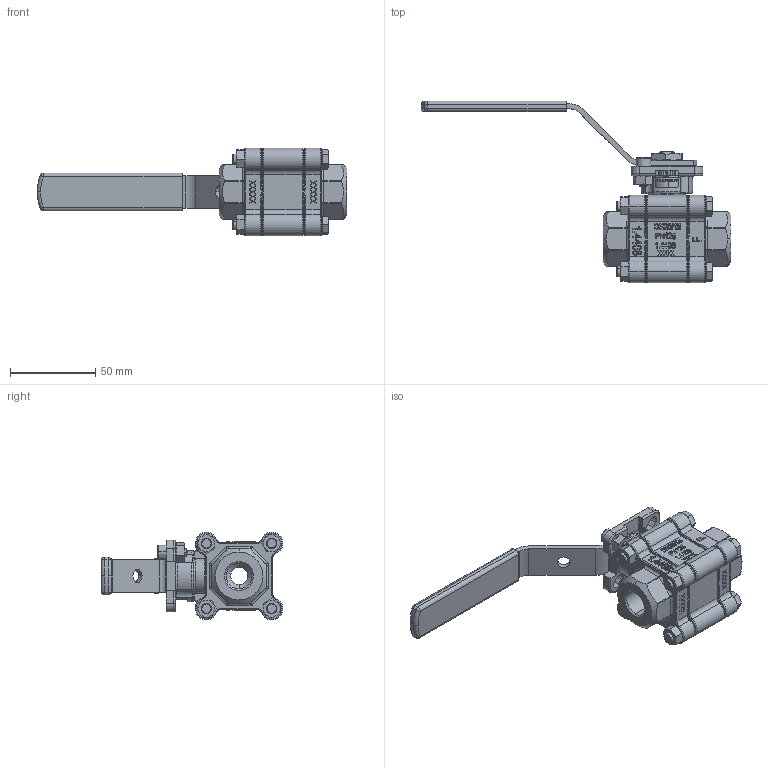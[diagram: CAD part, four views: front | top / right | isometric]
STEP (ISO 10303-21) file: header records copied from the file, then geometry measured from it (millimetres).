
FILE_DESCRIPTION (( 'STEP AP214' ), '1' );
FILE_NAME ('2412D.702R Typ A24D DN10 FB BSPP.STEP', '2019-07-19T10:58:30', ( '' ), ( '' ), 'SwSTEP 2.0', 'SolidWorks 2017', '' );
FILE_SCHEMA (( 'AUTOMOTIVE_DESIGN' ));
Length unit declared in the file: millimetre
Products named in the file (1): 2412D.702R Typ A24D DN10 FB BSPP
Bounding box: 181.45 x 106.29 x 51.18 mm (x, y, z)
Volume: 117012.5 mm3; surface area: 66200.8 mm2
Topology: 24 solids, 24 shells, 1493 faces, 4039 edges, 2630 vertices
Faces by surface type: plane 503, cylinder 403, bspline 200, cone 192, torus 189, sphere 6
Entity records: 75524 total; most frequent: CARTESIAN_POINT 22823, ORIENTED_EDGE 7958, DIRECTION 6914, EDGE_CURVE 3979, VERTEX_POINT 2630, AXIS2_PLACEMENT_3D 2599, VECTOR 1716, LINE 1716
